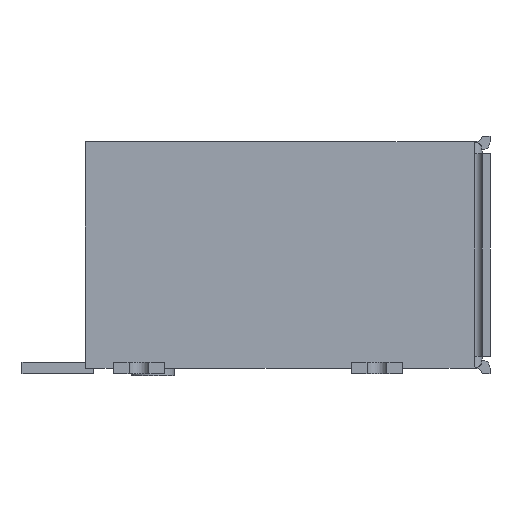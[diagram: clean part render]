
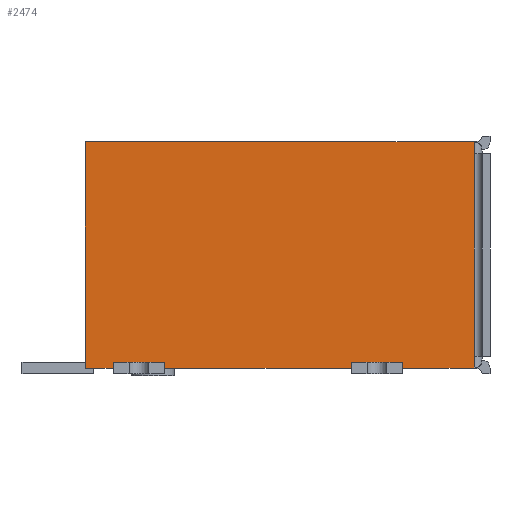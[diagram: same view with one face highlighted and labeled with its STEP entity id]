
A CAD part, left-side view. The second image highlights one B-rep face of the part: STEP entity #2474.
In plain terms, the highlighted planar face has unit normal (-1, 0, 0).
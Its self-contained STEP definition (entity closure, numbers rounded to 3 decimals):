
#147=PLANE('',#2628);
#271=FACE_OUTER_BOUND('',#406,.T.);
#406=EDGE_LOOP('',(#1906,#1907,#1908,#1909,#1910,#1911,#1912,#1913,#1914,
#1915,#1916,#1917,#1918,#1919,#1920,#1921));
#552=LINE('',#4610,#842);
#570=LINE('',#4670,#860);
#583=LINE('',#4708,#873);
#587=LINE('',#4717,#877);
#588=LINE('',#4719,#878);
#589=LINE('',#4721,#879);
#590=LINE('',#4723,#880);
#591=LINE('',#4725,#881);
#592=LINE('',#4727,#882);
#593=LINE('',#4729,#883);
#594=LINE('',#4731,#884);
#595=LINE('',#4733,#885);
#596=LINE('',#4735,#886);
#597=LINE('',#4737,#887);
#598=LINE('',#4739,#888);
#599=LINE('',#4740,#889);
#842=VECTOR('',#2832,0.2);
#860=VECTOR('',#2888,10.);
#873=VECTOR('',#2925,10.);
#877=VECTOR('',#2935,10.);
#878=VECTOR('',#2936,10.);
#879=VECTOR('',#2937,10.);
#880=VECTOR('',#2938,10.);
#881=VECTOR('',#2939,10.);
#882=VECTOR('',#2940,10.);
#883=VECTOR('',#2941,10.);
#884=VECTOR('',#2942,10.);
#885=VECTOR('',#2943,10.);
#886=VECTOR('',#2944,10.);
#887=VECTOR('',#2945,10.);
#888=VECTOR('',#2946,10.);
#889=VECTOR('',#2947,10.);
#1147=VERTEX_POINT('',#4607);
#1148=VERTEX_POINT('',#4609);
#1171=VERTEX_POINT('',#4668);
#1184=VERTEX_POINT('',#4707);
#1186=VERTEX_POINT('',#4716);
#1187=VERTEX_POINT('',#4718);
#1188=VERTEX_POINT('',#4720);
#1189=VERTEX_POINT('',#4722);
#1190=VERTEX_POINT('',#4724);
#1191=VERTEX_POINT('',#4726);
#1192=VERTEX_POINT('',#4728);
#1193=VERTEX_POINT('',#4730);
#1194=VERTEX_POINT('',#4732);
#1195=VERTEX_POINT('',#4734);
#1196=VERTEX_POINT('',#4736);
#1197=VERTEX_POINT('',#4738);
#1415=EDGE_CURVE('',#1147,#1148,#552,.T.);
#1444=EDGE_CURVE('',#1171,#1147,#570,.T.);
#1463=EDGE_CURVE('',#1184,#1171,#583,.T.);
#1468=EDGE_CURVE('',#1186,#1184,#587,.T.);
#1469=EDGE_CURVE('',#1187,#1186,#588,.T.);
#1470=EDGE_CURVE('',#1187,#1188,#589,.T.);
#1471=EDGE_CURVE('',#1188,#1189,#590,.T.);
#1472=EDGE_CURVE('',#1189,#1190,#591,.T.);
#1473=EDGE_CURVE('',#1190,#1191,#592,.T.);
#1474=EDGE_CURVE('',#1191,#1192,#593,.T.);
#1475=EDGE_CURVE('',#1192,#1193,#594,.T.);
#1476=EDGE_CURVE('',#1193,#1194,#595,.T.);
#1477=EDGE_CURVE('',#1194,#1195,#596,.T.);
#1478=EDGE_CURVE('',#1195,#1196,#597,.T.);
#1479=EDGE_CURVE('',#1197,#1196,#598,.T.);
#1480=EDGE_CURVE('',#1148,#1197,#599,.T.);
#1906=ORIENTED_EDGE('',*,*,#1415,.F.);
#1907=ORIENTED_EDGE('',*,*,#1444,.F.);
#1908=ORIENTED_EDGE('',*,*,#1463,.F.);
#1909=ORIENTED_EDGE('',*,*,#1468,.F.);
#1910=ORIENTED_EDGE('',*,*,#1469,.F.);
#1911=ORIENTED_EDGE('',*,*,#1470,.T.);
#1912=ORIENTED_EDGE('',*,*,#1471,.T.);
#1913=ORIENTED_EDGE('',*,*,#1472,.T.);
#1914=ORIENTED_EDGE('',*,*,#1473,.T.);
#1915=ORIENTED_EDGE('',*,*,#1474,.T.);
#1916=ORIENTED_EDGE('',*,*,#1475,.T.);
#1917=ORIENTED_EDGE('',*,*,#1476,.T.);
#1918=ORIENTED_EDGE('',*,*,#1477,.T.);
#1919=ORIENTED_EDGE('',*,*,#1478,.T.);
#1920=ORIENTED_EDGE('',*,*,#1479,.F.);
#1921=ORIENTED_EDGE('',*,*,#1480,.F.);
#2474=ADVANCED_FACE('',(#271),#147,.T.);
#2628=AXIS2_PLACEMENT_3D('',#4715,#2933,#2934);
#2832=DIRECTION('',(0.,0.,-1.));
#2888=DIRECTION('',(0.,-1.,0.));
#2925=DIRECTION('',(0.,0.,-1.));
#2933=DIRECTION('center_axis',(-1.,0.,0.));
#2934=DIRECTION('ref_axis',(0.,-1.,0.));
#2935=DIRECTION('',(0.,-1.,0.));
#2936=DIRECTION('',(0.,0.,1.));
#2937=DIRECTION('',(0.,-1.,0.));
#2938=DIRECTION('',(0.,0.,1.));
#2939=DIRECTION('',(0.,-1.,0.));
#2940=DIRECTION('',(0.,0.,-1.));
#2941=DIRECTION('',(0.,-1.,0.));
#2942=DIRECTION('',(0.,0.,1.));
#2943=DIRECTION('',(0.,-1.,0.));
#2944=DIRECTION('',(0.,0.,-1.));
#2945=DIRECTION('',(0.,-1.,0.));
#2946=DIRECTION('',(0.,0.,-1.));
#2947=DIRECTION('',(0.,1.,0.));
#4607=CARTESIAN_POINT('',(0.,0.194,5.4));
#4609=CARTESIAN_POINT('',(0.,0.194,0.3));
#4610=CARTESIAN_POINT('',(0.,0.194,4.125));
#4668=CARTESIAN_POINT('',(0.,0.2,5.4));
#4670=CARTESIAN_POINT('',(0.,4.9,5.4));
#4707=CARTESIAN_POINT('',(0.,0.2,5.7));
#4708=CARTESIAN_POINT('',(0.,0.2,0.));
#4715=CARTESIAN_POINT('Origin',(0.,10.,0.));
#4716=CARTESIAN_POINT('',(0.,10.,5.7));
#4717=CARTESIAN_POINT('',(0.,10.,5.7));
#4718=CARTESIAN_POINT('',(0.,10.,0.));
#4719=CARTESIAN_POINT('',(0.,10.,0.));
#4720=CARTESIAN_POINT('',(0.,9.3,0.));
#4721=CARTESIAN_POINT('',(0.,10.,0.));
#4722=CARTESIAN_POINT('',(0.,9.3,0.15));
#4723=CARTESIAN_POINT('',(0.,9.3,0.));
#4724=CARTESIAN_POINT('',(0.,8.,0.15));
#4725=CARTESIAN_POINT('',(0.,9.325,0.15));
#4726=CARTESIAN_POINT('',(0.,8.,0.));
#4727=CARTESIAN_POINT('',(0.,8.,0.));
#4728=CARTESIAN_POINT('',(0.,3.3,0.));
#4729=CARTESIAN_POINT('',(0.,10.,0.));
#4730=CARTESIAN_POINT('',(0.,3.3,0.15));
#4731=CARTESIAN_POINT('',(0.,3.3,0.));
#4732=CARTESIAN_POINT('',(0.,2.,0.15));
#4733=CARTESIAN_POINT('',(0.,6.325,0.15));
#4734=CARTESIAN_POINT('',(0.,2.,0.));
#4735=CARTESIAN_POINT('',(0.,2.,0.));
#4736=CARTESIAN_POINT('',(0.,0.2,0.));
#4737=CARTESIAN_POINT('',(0.,10.,0.));
#4738=CARTESIAN_POINT('',(0.,0.2,0.3));
#4739=CARTESIAN_POINT('',(0.,0.2,0.));
#4740=CARTESIAN_POINT('',(0.,5.,0.3));
